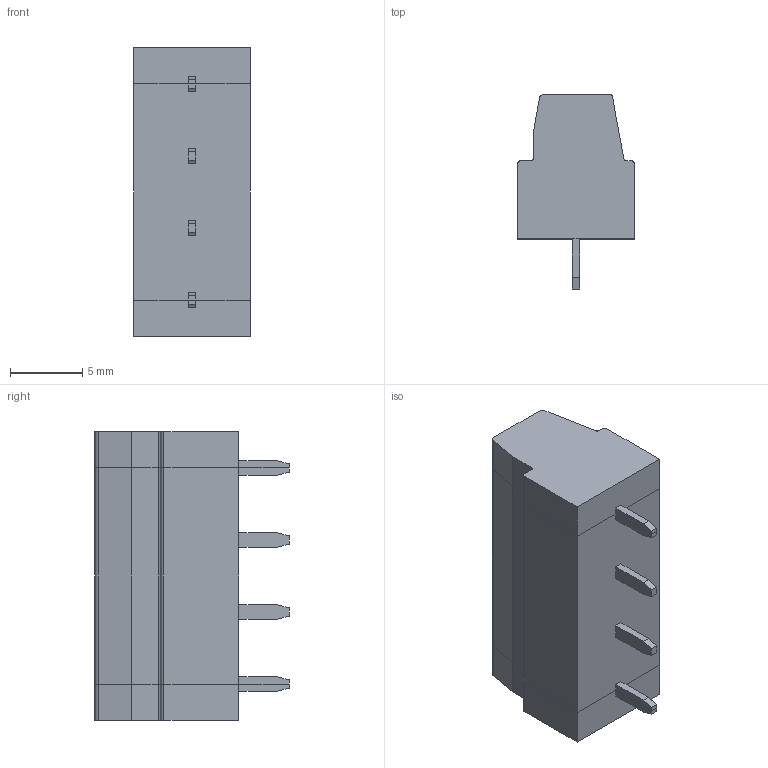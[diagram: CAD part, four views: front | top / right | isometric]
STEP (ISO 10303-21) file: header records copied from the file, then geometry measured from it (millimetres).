
FILE_DESCRIPTION( ( 'Unknown' ), '1' );
FILE_NAME( '691241710004.stp', 'Unknown', ( 'Unknown' ), ( 'Unknown' ), 'PSStep 17.0.49', 'Unknown', ' ' );
FILE_SCHEMA( ( 'AUTOMOTIVE_DESIGN { 1 0 10303 214 1 1 1 1 }' ) );
Length unit declared in the file: millimetre
Products named in the file (4): Assem1; CIA5_DX; CIA5_SX; CIA5_CNT
Assembly tree (3 placements, depth 2):
  Assem1
    CIA5_DX
    CIA5_SX
    CIA5_CNT
Bounding box: 8.1 x 13.5 x 20 mm (x, y, z)
Volume: 1176.2 mm3; surface area: 1408.7 mm2
Topology: 3 solids, 3 shells, 223 faces, 611 edges, 402 vertices
Faces by surface type: plane 199, cylinder 24
Full cylindrical faces by diameter (mm): 3.8 x2
Entity records: 8785 total; most frequent: CARTESIAN_POINT 1234, ORIENTED_EDGE 1214, DIRECTION 1123, EDGE_CURVE 607, LINE 545, VECTOR 545, VERTEX_POINT 400, AXIS2_PLACEMENT_3D 289
